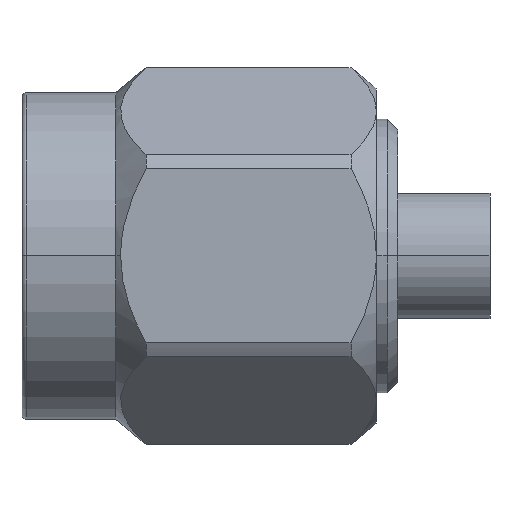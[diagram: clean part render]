
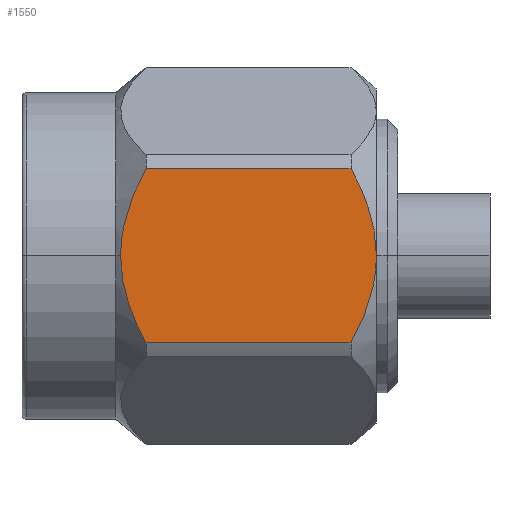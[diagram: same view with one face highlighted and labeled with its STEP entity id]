
A CAD part, top view. The second image highlights one B-rep face of the part: STEP entity #1550.
In plain terms, the highlighted planar face has unit normal (0, 0, 1).
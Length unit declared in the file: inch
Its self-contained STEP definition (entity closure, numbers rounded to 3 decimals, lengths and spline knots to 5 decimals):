
#5 = CARTESIAN_POINT ( 'NONE',  ( 0.11686, -0.08208, 0.15748 ) ) ;
#133 = VERTEX_POINT ( 'NONE', #2886 ) ;
#213 = CARTESIAN_POINT ( 'NONE',  ( 0.33399, 0.00725, 0.15748 ) ) ;
#222 = EDGE_CURVE ( 'NONE', #1957, #594, #2728, .T. ) ;
#279 = CARTESIAN_POINT ( 'NONE',  ( 0.0929, 0., 0.15748 ) ) ;
#288 = CARTESIAN_POINT ( 'NONE',  ( 0.0935, 0.01445, 0.15748 ) ) ;
#535 = FACE_OUTER_BOUND ( 'NONE', #4314, .T. ) ;
#594 = VERTEX_POINT ( 'NONE', #3559 ) ;
#615 = EDGE_CURVE ( 'NONE', #2796, #1957, #3421, .T. ) ;
#638 = CARTESIAN_POINT ( 'NONE',  ( 0.0929, 0., 0.15748 ) ) ;
#670 = CARTESIAN_POINT ( 'NONE',  ( 0.11686, 0.08208, 0.15748 ) ) ;
#715 = CARTESIAN_POINT ( 'NONE',  ( 0.09349, -0.01432, 0.15748 ) ) ;
#781 = ORIENTED_EDGE ( 'NONE', *, *, #1467, .T. ) ;
#1076 = DIRECTION ( 'NONE',  ( 0., -1., 0. ) ) ;
#1151 = ORIENTED_EDGE ( 'NONE', *, *, #2103, .T. ) ;
#1238 = CARTESIAN_POINT ( 'NONE',  ( 0.32512, 0.04942, 0.15748 ) ) ;
#1289 = CARTESIAN_POINT ( 'NONE',  ( 0.33338, 0.01449, 0.15748 ) ) ;
#1347 = CARTESIAN_POINT ( 'NONE',  ( 0.10987, 0.06938, 0.15748 ) ) ;
#1377 = ORIENTED_EDGE ( 'NONE', *, *, #222, .T. ) ;
#1418 = ORIENTED_EDGE ( 'NONE', *, *, #615, .T. ) ;
#1439 = B_SPLINE_CURVE_WITH_KNOTS ( 'NONE', 3,
 ( #4481, #213, #1289, #4126, #2004, #1238, #1658, #3813, #4172, #4156 ),
 .UNSPECIFIED., .F., .F.,
 ( 4, 2, 2, 2, 4 ),
 ( 0.01213, 0.01267, 0.01321, 0.01375, 0.01429 ),
 .UNSPECIFIED. ) ;
#1467 = EDGE_CURVE ( 'NONE', #3735, #133, #4127, .T. ) ;
#1476 = CARTESIAN_POINT ( 'NONE',  ( 0.33155, -0.02876, 0.15748 ) ) ;
#1531 = VECTOR ( 'NONE', #1761, 39.37008 ) ;
#1550 = ADVANCED_FACE ( 'NONE', ( #535 ), #3266, .T. ) ;
#1627 = CARTESIAN_POINT ( 'NONE',  ( 0.31345, -0.07586, 0.15748 ) ) ;
#1658 = CARTESIAN_POINT ( 'NONE',  ( 0.32252, 0.05623, 0.15748 ) ) ;
#1761 = DIRECTION ( 'NONE',  ( -1., 0., 0. ) ) ;
#1831 = CARTESIAN_POINT ( 'NONE',  ( 0.32507, -0.04957, 0.15748 ) ) ;
#1957 = VERTEX_POINT ( 'NONE', #638 ) ;
#2004 = CARTESIAN_POINT ( 'NONE',  ( 0.3294, 0.03564, 0.15748 ) ) ;
#2071 = LINE ( 'NONE', #4290, #1531 ) ;
#2103 = EDGE_CURVE ( 'NONE', #594, #3735, #4609, .T. ) ;
#2114 = CARTESIAN_POINT ( 'NONE',  ( 0., -0.08208, 0.15748 ) ) ;
#2159 = CARTESIAN_POINT ( 'NONE',  ( 0.0929, -0.00717, 0.15748 ) ) ;
#2429 = CARTESIAN_POINT ( 'NONE',  ( 0.0929, 0.00719, 0.15748 ) ) ;
#2452 = CARTESIAN_POINT ( 'NONE',  ( 0.10392, 0.05631, 0.15748 ) ) ;
#2557 = CARTESIAN_POINT ( 'NONE',  ( 0.33399, -0.01458, 0.15748 ) ) ;
#2728 = B_SPLINE_CURVE_WITH_KNOTS ( 'NONE', 3,
 ( #3606, #2159, #715, #3217, #4654, #3237, #3577, #5 ),
 .UNSPECIFIED., .F., .F.,
 ( 4, 2, 2, 4 ),
 ( 0.00218, 0.00272, 0.00327, 0.00435 ),
 .UNSPECIFIED. ) ;
#2796 = VERTEX_POINT ( 'NONE', #3904 ) ;
#2886 = CARTESIAN_POINT ( 'NONE',  ( 0.33399, 0., 0.15748 ) ) ;
#3157 = DIRECTION ( 'NONE',  ( 1., 0., 0. ) ) ;
#3187 = CARTESIAN_POINT ( 'NONE',  ( 0.09583, 0.02882, 0.15748 ) ) ;
#3217 = CARTESIAN_POINT ( 'NONE',  ( 0.09578, -0.02858, 0.15748 ) ) ;
#3237 = CARTESIAN_POINT ( 'NONE',  ( 0.10391, -0.0563, 0.15748 ) ) ;
#3249 = VECTOR ( 'NONE', #3157, 39.37008 ) ;
#3266 = PLANE ( 'NONE',  #3514 ) ;
#3418 = CARTESIAN_POINT ( 'NONE',  ( 0.31003, -0.08208, 0.15748 ) ) ;
#3421 = B_SPLINE_CURVE_WITH_KNOTS ( 'NONE', 3,
 ( #670, #1347, #2452, #3864, #3187, #288, #2429, #279 ),
 .UNSPECIFIED., .F., .F.,
 ( 4, 2, 2, 4 ),
 ( 0., 0.00109, 0.00164, 0.00218 ),
 .UNSPECIFIED. ) ;
#3424 = CARTESIAN_POINT ( 'NONE',  ( 0.31003, -0.08208, 0.15748 ) ) ;
#3514 = AXIS2_PLACEMENT_3D ( 'NONE', #3634, #4004, #1076 ) ;
#3559 = CARTESIAN_POINT ( 'NONE',  ( 0.11686, -0.08208, 0.15748 ) ) ;
#3577 = CARTESIAN_POINT ( 'NONE',  ( 0.10987, -0.06939, 0.15748 ) ) ;
#3606 = CARTESIAN_POINT ( 'NONE',  ( 0.0929, 0., 0.15748 ) ) ;
#3634 = CARTESIAN_POINT ( 'NONE',  ( -0.05971, 0.09092, 0.15748 ) ) ;
#3675 = EDGE_CURVE ( 'NONE', #133, #3707, #1439, .T. ) ;
#3703 = ORIENTED_EDGE ( 'NONE', *, *, #3675, .T. ) ;
#3707 = VERTEX_POINT ( 'NONE', #4494 ) ;
#3735 = VERTEX_POINT ( 'NONE', #3418 ) ;
#3813 = CARTESIAN_POINT ( 'NONE',  ( 0.3167, 0.0694, 0.15748 ) ) ;
#3814 = EDGE_CURVE ( 'NONE', #3707, #2796, #2071, .T. ) ;
#3864 = CARTESIAN_POINT ( 'NONE',  ( 0.09753, 0.03581, 0.15748 ) ) ;
#3904 = CARTESIAN_POINT ( 'NONE',  ( 0.11686, 0.08208, 0.15748 ) ) ;
#3989 = CARTESIAN_POINT ( 'NONE',  ( 0.33399, 0., 0.15748 ) ) ;
#4004 = DIRECTION ( 'NONE',  ( 0., 0., 1. ) ) ;
#4126 = CARTESIAN_POINT ( 'NONE',  ( 0.33109, 0.02866, 0.15748 ) ) ;
#4127 = B_SPLINE_CURVE_WITH_KNOTS ( 'NONE', 3,
 ( #3424, #1627, #4310, #4355, #1831, #1476, #2557, #3989 ),
 .UNSPECIFIED., .F., .F.,
 ( 4, 2, 2, 4 ),
 ( 0.00996, 0.0105, 0.01104, 0.01213 ),
 .UNSPECIFIED. ) ;
#4156 = CARTESIAN_POINT ( 'NONE',  ( 0.31003, 0.08208, 0.15748 ) ) ;
#4172 = CARTESIAN_POINT ( 'NONE',  ( 0.31348, 0.0758, 0.15748 ) ) ;
#4290 = CARTESIAN_POINT ( 'NONE',  ( 0., 0.08208, 0.15748 ) ) ;
#4310 = CARTESIAN_POINT ( 'NONE',  ( 0.31665, -0.06949, 0.15748 ) ) ;
#4314 = EDGE_LOOP ( 'NONE', ( #1151, #781, #3703, #4537, #1418, #1377 ) ) ;
#4355 = CARTESIAN_POINT ( 'NONE',  ( 0.32246, -0.05638, 0.15748 ) ) ;
#4481 = CARTESIAN_POINT ( 'NONE',  ( 0.33399, 0., 0.15748 ) ) ;
#4494 = CARTESIAN_POINT ( 'NONE',  ( 0.31003, 0.08208, 0.15748 ) ) ;
#4537 = ORIENTED_EDGE ( 'NONE', *, *, #3814, .T. ) ;
#4609 = LINE ( 'NONE', #2114, #3249 ) ;
#4654 = CARTESIAN_POINT ( 'NONE',  ( 0.0975, -0.03569, 0.15748 ) ) ;
